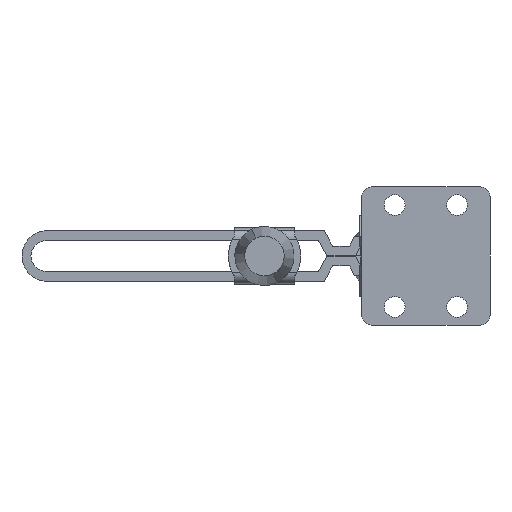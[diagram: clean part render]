
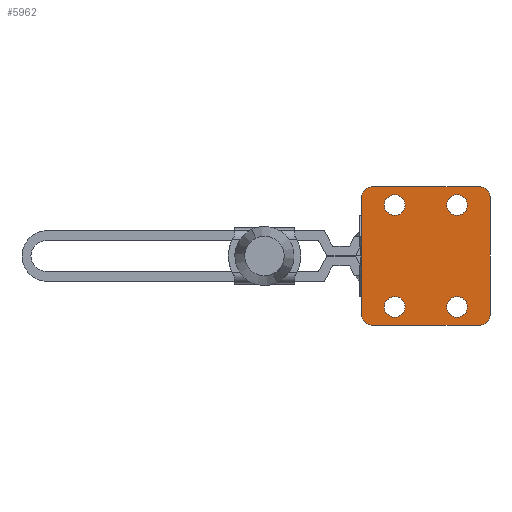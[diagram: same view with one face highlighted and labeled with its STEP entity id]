
A CAD part, front view. The second image highlights one B-rep face of the part: STEP entity #5962.
In plain terms, the highlighted planar face has unit normal (0, -1, 0).
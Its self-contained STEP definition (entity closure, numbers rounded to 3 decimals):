
#66 = EDGE_CURVE ( 'NONE', #2399, #8916, #191, .T. ) ;
#154 = CARTESIAN_POINT ( 'NONE',  ( -36., 0., 21. ) ) ;
#182 = CARTESIAN_POINT ( 'NONE',  ( -3., 0., -21. ) ) ;
#189 = DIRECTION ( 'NONE',  ( -1., 0., 0. ) ) ;
#191 = CIRCLE ( 'NONE', #4267, 3. ) ;
#399 = DIRECTION ( 'NONE',  ( 1., 0., 0. ) ) ;
#521 = DIRECTION ( 'NONE',  ( 0., 0., 1. ) ) ;
#537 = AXIS2_PLACEMENT_3D ( 'NONE', #1072, #7625, #2007 ) ;
#541 = EDGE_LOOP ( 'NONE', ( #1894, #7168 ) ) ;
#636 = CARTESIAN_POINT ( 'NONE',  ( -29., 0., -15.5 ) ) ;
#666 = DIRECTION ( 'NONE',  ( -1., 0., 0. ) ) ;
#678 = ORIENTED_EDGE ( 'NONE', *, *, #8264, .F. ) ;
#709 = DIRECTION ( 'NONE',  ( -1., 0., 0. ) ) ;
#732 = CARTESIAN_POINT ( 'NONE',  ( -36., 0., 18. ) ) ;
#975 = EDGE_CURVE ( 'NONE', #11890, #5294, #7214, .T. ) ;
#1020 = VERTEX_POINT ( 'NONE', #9440 ) ;
#1072 = CARTESIAN_POINT ( 'NONE',  ( -10., 0., -15.5 ) ) ;
#1106 = VERTEX_POINT ( 'NONE', #11674 ) ;
#1116 = DIRECTION ( 'NONE',  ( 0., -1., 0. ) ) ;
#1134 = EDGE_CURVE ( 'NONE', #1106, #3856, #2371, .T. ) ;
#1216 = LINE ( 'NONE', #5561, #10823 ) ;
#1340 = VERTEX_POINT ( 'NONE', #3006 ) ;
#1402 = DIRECTION ( 'NONE',  ( 0., -1., 0. ) ) ;
#1407 = CARTESIAN_POINT ( 'NONE',  ( -39., 0., 21. ) ) ;
#1410 = EDGE_CURVE ( 'NONE', #1020, #1793, #4180, .T. ) ;
#1548 = CARTESIAN_POINT ( 'NONE',  ( -39., 0., -4. ) ) ;
#1573 = DIRECTION ( 'NONE',  ( -1., 0., 0. ) ) ;
#1663 = DIRECTION ( 'NONE',  ( -1., 0., 0. ) ) ;
#1793 = VERTEX_POINT ( 'NONE', #2788 ) ;
#1894 = ORIENTED_EDGE ( 'NONE', *, *, #8732, .F. ) ;
#2007 = DIRECTION ( 'NONE',  ( -1., 0., 0. ) ) ;
#2253 = CARTESIAN_POINT ( 'NONE',  ( -6.85, 0., 15.5 ) ) ;
#2338 = CIRCLE ( 'NONE', #537, 3.15 ) ;
#2371 = CIRCLE ( 'NONE', #6031, 3.15 ) ;
#2399 = VERTEX_POINT ( 'NONE', #10853 ) ;
#2442 = VERTEX_POINT ( 'NONE', #182 ) ;
#2516 = PLANE ( 'NONE',  #3473 ) ;
#2578 = FACE_BOUND ( 'NONE', #541, .T. ) ;
#2649 = CIRCLE ( 'NONE', #4803, 3.15 ) ;
#2788 = CARTESIAN_POINT ( 'NONE',  ( -39., 0., -18. ) ) ;
#3006 = CARTESIAN_POINT ( 'NONE',  ( -25.85, 0., 15.5 ) ) ;
#3024 = EDGE_LOOP ( 'NONE', ( #3538, #678 ) ) ;
#3371 = VERTEX_POINT ( 'NONE', #9120 ) ;
#3463 = DIRECTION ( 'NONE',  ( 0., -1., 0. ) ) ;
#3473 = AXIS2_PLACEMENT_3D ( 'NONE', #1548, #9955, #9063 ) ;
#3538 = ORIENTED_EDGE ( 'NONE', *, *, #4110, .F. ) ;
#3645 = CARTESIAN_POINT ( 'NONE',  ( -32.15, 0., -15.5 ) ) ;
#3781 = ORIENTED_EDGE ( 'NONE', *, *, #975, .T. ) ;
#3856 = VERTEX_POINT ( 'NONE', #2253 ) ;
#3870 = LINE ( 'NONE', #11761, #11008 ) ;
#3949 = ORIENTED_EDGE ( 'NONE', *, *, #8689, .T. ) ;
#4005 = ORIENTED_EDGE ( 'NONE', *, *, #10160, .T. ) ;
#4110 = EDGE_CURVE ( 'NONE', #1340, #5002, #9375, .T. ) ;
#4180 = CIRCLE ( 'NONE', #8304, 3. ) ;
#4267 = AXIS2_PLACEMENT_3D ( 'NONE', #4895, #4927, #5006 ) ;
#4736 = AXIS2_PLACEMENT_3D ( 'NONE', #636, #7201, #1573 ) ;
#4767 = ORIENTED_EDGE ( 'NONE', *, *, #11304, .T. ) ;
#4773 = FACE_BOUND ( 'NONE', #3024, .T. ) ;
#4803 = AXIS2_PLACEMENT_3D ( 'NONE', #7004, #1402, #7963 ) ;
#4830 = ORIENTED_EDGE ( 'NONE', *, *, #1410, .F. ) ;
#4836 = AXIS2_PLACEMENT_3D ( 'NONE', #5197, #11740, #6146 ) ;
#4895 = CARTESIAN_POINT ( 'NONE',  ( -3., 0., 18. ) ) ;
#4927 = DIRECTION ( 'NONE',  ( 0., -1., 0. ) ) ;
#5002 = VERTEX_POINT ( 'NONE', #11823 ) ;
#5006 = DIRECTION ( 'NONE',  ( -1., 0., 0. ) ) ;
#5026 = EDGE_CURVE ( 'NONE', #11245, #2442, #8322, .T. ) ;
#5043 = CARTESIAN_POINT ( 'NONE',  ( 0., 0., -18. ) ) ;
#5082 = CARTESIAN_POINT ( 'NONE',  ( -3., 0., 21. ) ) ;
#5197 = CARTESIAN_POINT ( 'NONE',  ( -10., 0., -15.5 ) ) ;
#5294 = VERTEX_POINT ( 'NONE', #6774 ) ;
#5530 = ORIENTED_EDGE ( 'NONE', *, *, #6466, .T. ) ;
#5561 = CARTESIAN_POINT ( 'NONE',  ( -39., 0., -4. ) ) ;
#5723 = VERTEX_POINT ( 'NONE', #154 ) ;
#5848 = DIRECTION ( 'NONE',  ( 0., -1., 0. ) ) ;
#5958 = CIRCLE ( 'NONE', #4836, 3.15 ) ;
#5962 = ADVANCED_FACE ( 'NONE', ( #7252, #9757, #10034, #2578, #4773 ), #2516, .T. ) ;
#6005 = VECTOR ( 'NONE', #399, 1000. ) ;
#6010 = CIRCLE ( 'NONE', #4736, 3.15 ) ;
#6031 = AXIS2_PLACEMENT_3D ( 'NONE', #11308, #3463, #709 ) ;
#6146 = DIRECTION ( 'NONE',  ( -1., 0., 0. ) ) ;
#6309 = DIRECTION ( 'NONE',  ( 0., 1., 0. ) ) ;
#6409 = CIRCLE ( 'NONE', #10519, 3. ) ;
#6452 = AXIS2_PLACEMENT_3D ( 'NONE', #11418, #5848, #189 ) ;
#6466 = EDGE_CURVE ( 'NONE', #11245, #2399, #3870, .T. ) ;
#6704 = CARTESIAN_POINT ( 'NONE',  ( -10., 0., 15.5 ) ) ;
#6757 = CARTESIAN_POINT ( 'NONE',  ( -36., 0., -18. ) ) ;
#6774 = CARTESIAN_POINT ( 'NONE',  ( -25.85, 0., -15.5 ) ) ;
#7004 = CARTESIAN_POINT ( 'NONE',  ( -29., 0., 15.5 ) ) ;
#7013 = CIRCLE ( 'NONE', #12114, 3.15 ) ;
#7094 = ORIENTED_EDGE ( 'NONE', *, *, #8966, .T. ) ;
#7114 = EDGE_LOOP ( 'NONE', ( #7094, #3781 ) ) ;
#7168 = ORIENTED_EDGE ( 'NONE', *, *, #1134, .F. ) ;
#7201 = DIRECTION ( 'NONE',  ( 0., 1., 0. ) ) ;
#7214 = CIRCLE ( 'NONE', #7511, 3.15 ) ;
#7252 = FACE_BOUND ( 'NONE', #11964, .T. ) ;
#7293 = DIRECTION ( 'NONE',  ( 0., -1., 0. ) ) ;
#7296 = EDGE_CURVE ( 'NONE', #1793, #11966, #1216, .T. ) ;
#7511 = AXIS2_PLACEMENT_3D ( 'NONE', #8969, #8976, #8769 ) ;
#7547 = CARTESIAN_POINT ( 'NONE',  ( -39., 0., 18. ) ) ;
#7625 = DIRECTION ( 'NONE',  ( 0., 1., 0. ) ) ;
#7662 = DIRECTION ( 'NONE',  ( -1., 0., 0. ) ) ;
#7876 = CARTESIAN_POINT ( 'NONE',  ( -13.15, 0., -15.5 ) ) ;
#7931 = CARTESIAN_POINT ( 'NONE',  ( -39., 0., -21. ) ) ;
#7963 = DIRECTION ( 'NONE',  ( -1., 0., 0. ) ) ;
#8017 = AXIS2_PLACEMENT_3D ( 'NONE', #11919, #6309, #666 ) ;
#8109 = ORIENTED_EDGE ( 'NONE', *, *, #5026, .F. ) ;
#8264 = EDGE_CURVE ( 'NONE', #5002, #1340, #2649, .T. ) ;
#8304 = AXIS2_PLACEMENT_3D ( 'NONE', #6757, #11414, #11926 ) ;
#8322 = CIRCLE ( 'NONE', #8017, 3. ) ;
#8689 = EDGE_CURVE ( 'NONE', #3371, #10751, #2338, .T. ) ;
#8732 = EDGE_CURVE ( 'NONE', #3856, #1106, #7013, .T. ) ;
#8769 = DIRECTION ( 'NONE',  ( -1., 0., 0. ) ) ;
#8916 = VERTEX_POINT ( 'NONE', #5082 ) ;
#8966 = EDGE_CURVE ( 'NONE', #5294, #11890, #6010, .T. ) ;
#8969 = CARTESIAN_POINT ( 'NONE',  ( -29., 0., -15.5 ) ) ;
#8976 = DIRECTION ( 'NONE',  ( 0., 1., 0. ) ) ;
#9063 = DIRECTION ( 'NONE',  ( -1., 0., 0. ) ) ;
#9120 = CARTESIAN_POINT ( 'NONE',  ( -6.85, 0., -15.5 ) ) ;
#9288 = ORIENTED_EDGE ( 'NONE', *, *, #66, .T. ) ;
#9351 = ORIENTED_EDGE ( 'NONE', *, *, #10979, .T. ) ;
#9375 = CIRCLE ( 'NONE', #6452, 3.15 ) ;
#9440 = CARTESIAN_POINT ( 'NONE',  ( -36., 0., -21. ) ) ;
#9757 = FACE_BOUND ( 'NONE', #7114, .T. ) ;
#9801 = LINE ( 'NONE', #1407, #11996 ) ;
#9955 = DIRECTION ( 'NONE',  ( 0., -1., 0. ) ) ;
#10034 = FACE_OUTER_BOUND ( 'NONE', #11003, .T. ) ;
#10066 = ORIENTED_EDGE ( 'NONE', *, *, #10258, .F. ) ;
#10160 = EDGE_CURVE ( 'NONE', #1020, #2442, #10924, .T. ) ;
#10175 = ORIENTED_EDGE ( 'NONE', *, *, #7296, .F. ) ;
#10258 = EDGE_CURVE ( 'NONE', #5723, #8916, #9801, .T. ) ;
#10519 = AXIS2_PLACEMENT_3D ( 'NONE', #732, #7293, #1663 ) ;
#10751 = VERTEX_POINT ( 'NONE', #7876 ) ;
#10771 = DIRECTION ( 'NONE',  ( 1., 0., 0. ) ) ;
#10823 = VECTOR ( 'NONE', #12125, 1000. ) ;
#10853 = CARTESIAN_POINT ( 'NONE',  ( 0., 0., 18. ) ) ;
#10924 = LINE ( 'NONE', #7931, #6005 ) ;
#10979 = EDGE_CURVE ( 'NONE', #5723, #11966, #6409, .T. ) ;
#11003 = EDGE_LOOP ( 'NONE', ( #4005, #8109, #5530, #9288, #10066, #9351, #10175, #4830 ) ) ;
#11008 = VECTOR ( 'NONE', #521, 1000. ) ;
#11245 = VERTEX_POINT ( 'NONE', #5043 ) ;
#11304 = EDGE_CURVE ( 'NONE', #10751, #3371, #5958, .T. ) ;
#11308 = CARTESIAN_POINT ( 'NONE',  ( -10., 0., 15.5 ) ) ;
#11414 = DIRECTION ( 'NONE',  ( 0., 1., 0. ) ) ;
#11418 = CARTESIAN_POINT ( 'NONE',  ( -29., 0., 15.5 ) ) ;
#11674 = CARTESIAN_POINT ( 'NONE',  ( -13.15, 0., 15.5 ) ) ;
#11740 = DIRECTION ( 'NONE',  ( 0., 1., 0. ) ) ;
#11761 = CARTESIAN_POINT ( 'NONE',  ( 0., 0., -4. ) ) ;
#11823 = CARTESIAN_POINT ( 'NONE',  ( -32.15, 0., 15.5 ) ) ;
#11890 = VERTEX_POINT ( 'NONE', #3645 ) ;
#11919 = CARTESIAN_POINT ( 'NONE',  ( -3., 0., -18. ) ) ;
#11926 = DIRECTION ( 'NONE',  ( -1., 0., 0. ) ) ;
#11964 = EDGE_LOOP ( 'NONE', ( #3949, #4767 ) ) ;
#11966 = VERTEX_POINT ( 'NONE', #7547 ) ;
#11996 = VECTOR ( 'NONE', #10771, 1000. ) ;
#12114 = AXIS2_PLACEMENT_3D ( 'NONE', #6704, #1116, #7662 ) ;
#12125 = DIRECTION ( 'NONE',  ( 0., 0., 1. ) ) ;
